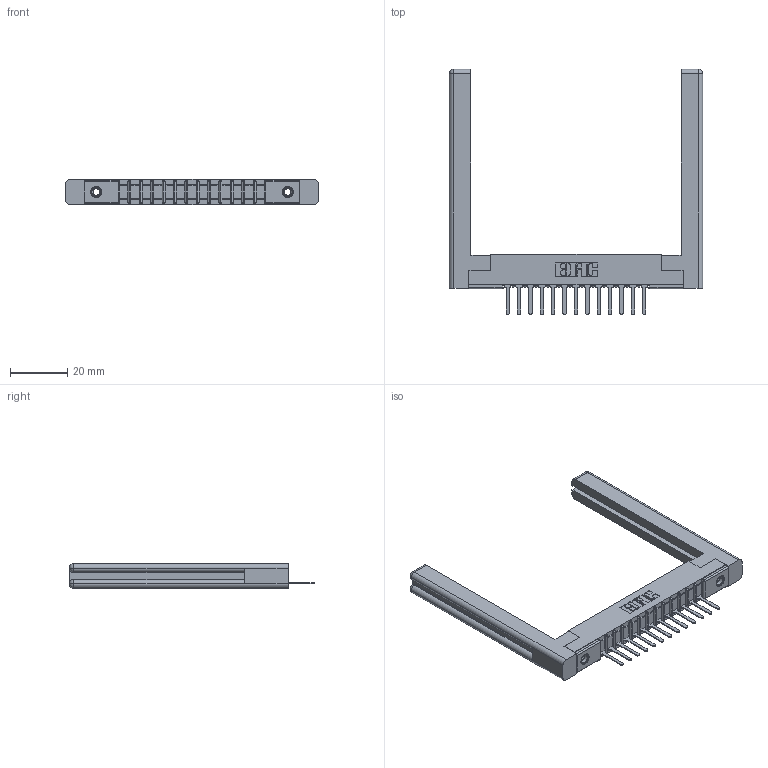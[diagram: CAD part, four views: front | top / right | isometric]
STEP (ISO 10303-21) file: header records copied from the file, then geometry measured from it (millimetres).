
FILE_DESCRIPTION (( 'STEP AP203' ), '1' );
FILE_NAME ('307-013-527-158.STEP', '2019-09-03T16:00:51', ( '' ), ( '' ), 'SwSTEP 2.0', 'SolidWorks 2016', '' );
FILE_SCHEMA (( 'CONFIG_CONTROL_DESIGN' ));
Length unit declared in the file: inch
Products named in the file (5): 307 Part_.156 Dia Mounting Holes; 307-220-058; 307-013-527-158; 307-290-001_527; 345-250-001_345-250-001-102
Assembly tree (18 placements, depth 2):
  307-013-527-158
    307 Part_.156 Dia Mounting Holes
    307-290-001_527  x13
    307-220-058  x2
    345-250-001_345-250-001-102  x2
Bounding box: 88.14 x 85.42 x 8.71 mm (x, y, z)
Volume: 13313.1 mm3; surface area: 13714.3 mm2
Topology: 18 solids, 18 shells, 1002 faces, 2783 edges, 1786 vertices
Faces by surface type: plane 635, cylinder 315, sphere 28, torus 12, cone 12
Entity records: 17321 total; most frequent: CARTESIAN_POINT 2915, ORIENTED_EDGE 2840, DIRECTION 2812, EDGE_CURVE 1420, LINE 1074, VECTOR 1074, VERTEX_POINT 918, AXIS2_PLACEMENT_3D 869
